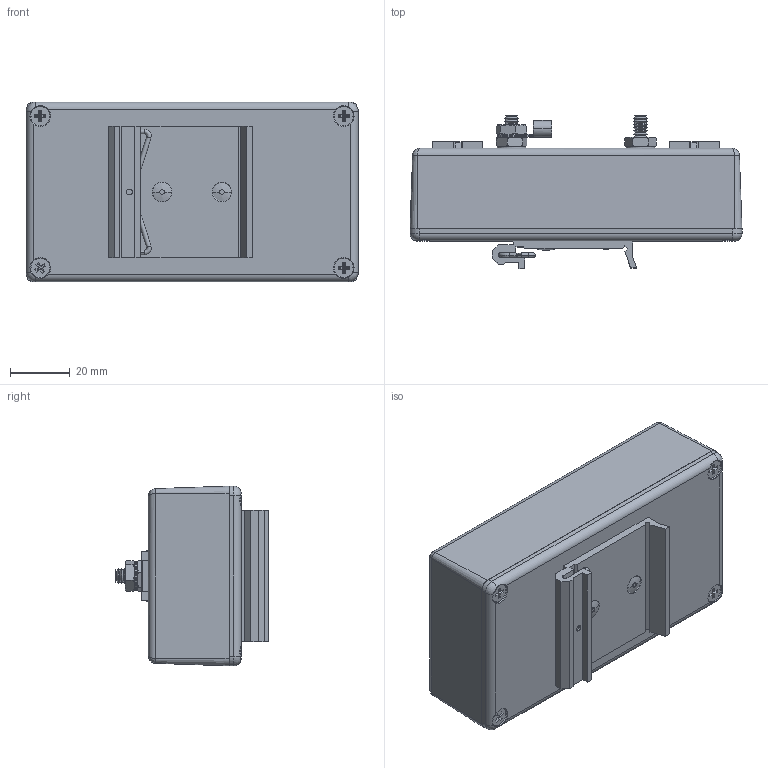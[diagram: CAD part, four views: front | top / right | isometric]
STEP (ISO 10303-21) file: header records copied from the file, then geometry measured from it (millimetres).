
FILE_DESCRIPTION (( 'STEP AP214' ), '1' );
FILE_NAME ('HGLND-CAT5-HP_3D.STEP', '2021-05-13T18:22:45', ( '' ), ( '' ), 'SwSTEP 2.0', 'SolidWorks 2020', '' );
FILE_SCHEMA (( 'AUTOMOTIVE_DESIGN' ));
Length unit declared in the file: inch
Products named in the file (13): 1-8_ PopR_Head; XFS-0039; XCT-0005; 1AJ09-119; DIN-MNT44-MA1; DIN-MNT44_Pushed Up; XFN-0003; XF378-01_Standard; BT-CATX-P1-HP-MA1; 1AT02-016; X557969-1; XFW-0002; HGLND-CAT5-HP_3D
Assembly tree (21 placements, depth 3):
  HGLND-CAT5-HP_3D
    1AT02-016
    XF378-01_Standard
    X557969-1  x2
    XCT-0005
    XFN-0003  x3
    XFW-0002  x2
    BT-CATX-P1-HP-MA1  x2
    DIN-MNT44_Pushed Up
      DIN-MNT44-MA1
      1AJ09-119
    1-8_ PopR_Head  x2
    XFS-0039  x4
Bounding box: 111.15 x 51.41 x 60.2 mm (x, y, z)
Volume: 50571.7 mm3; surface area: 62271.9 mm2
Topology: 20 solids, 20 shells, 1906 faces, 4781 edges, 2934 vertices
Faces by surface type: plane 881, cone 656, cylinder 312, torus 45, bspline 8, sphere 4
Entity records: 36577 total; most frequent: CARTESIAN_POINT 8443, DIRECTION 5115, ORIENTED_EDGE 5008, EDGE_CURVE 2504, AXIS2_PLACEMENT_3D 1730, VECTOR 1655, LINE 1655, VERTEX_POINT 1566
